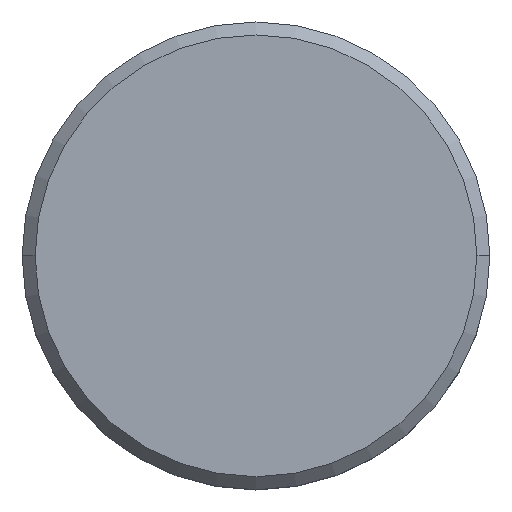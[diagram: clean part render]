
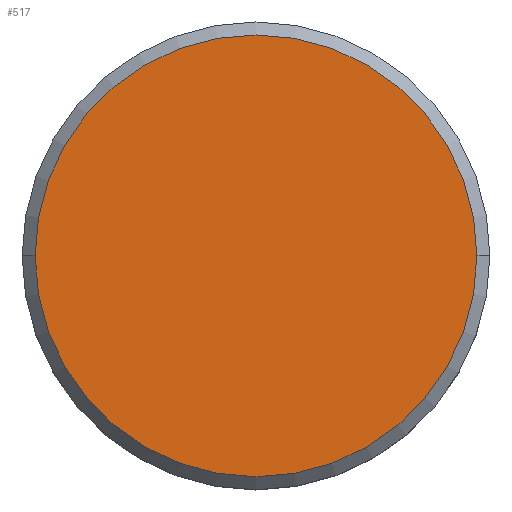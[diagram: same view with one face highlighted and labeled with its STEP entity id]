
A CAD part, top view. The second image highlights one B-rep face of the part: STEP entity #517.
In plain terms, the highlighted planar face has unit normal (0, 0, 1).
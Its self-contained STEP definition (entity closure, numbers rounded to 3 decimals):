
#13 = CIRCLE ( 'NONE', #965, 8.5 ) ;
#78 = DIRECTION ( 'NONE',  ( 1., 0., 0. ) ) ;
#86 = DIRECTION ( 'NONE',  ( 1., 0., 0. ) ) ;
#111 = DIRECTION ( 'NONE',  ( 0., 0., 1. ) ) ;
#178 = CARTESIAN_POINT ( 'NONE',  ( 0., 0., 0. ) ) ;
#216 = VERTEX_POINT ( 'NONE', #983 ) ;
#228 = CARTESIAN_POINT ( 'NONE',  ( -8.5, 0., 0. ) ) ;
#387 = VERTEX_POINT ( 'NONE', #228 ) ;
#410 = EDGE_CURVE ( 'NONE', #216, #387, #938, .T. ) ;
#478 = ORIENTED_EDGE ( 'NONE', *, *, #1077, .T. ) ;
#510 = CARTESIAN_POINT ( 'NONE',  ( 0., 0., 0. ) ) ;
#517 = ADVANCED_FACE ( 'NONE', ( #1133 ), #784, .T. ) ;
#572 = DIRECTION ( 'NONE',  ( 0., 0., 1. ) ) ;
#613 = EDGE_LOOP ( 'NONE', ( #478, #762 ) ) ;
#616 = DIRECTION ( 'NONE',  ( 0., 0., 1. ) ) ;
#668 = DIRECTION ( 'NONE',  ( 1., 0., 0. ) ) ;
#696 = AXIS2_PLACEMENT_3D ( 'NONE', #510, #616, #78 ) ;
#762 = ORIENTED_EDGE ( 'NONE', *, *, #410, .T. ) ;
#784 = PLANE ( 'NONE',  #696 ) ;
#833 = CARTESIAN_POINT ( 'NONE',  ( 0., 0., 0. ) ) ;
#938 = CIRCLE ( 'NONE', #1083, 8.5 ) ;
#965 = AXIS2_PLACEMENT_3D ( 'NONE', #178, #111, #86 ) ;
#983 = CARTESIAN_POINT ( 'NONE',  ( 8.5, 0., 0. ) ) ;
#1077 = EDGE_CURVE ( 'NONE', #387, #216, #13, .T. ) ;
#1083 = AXIS2_PLACEMENT_3D ( 'NONE', #833, #572, #668 ) ;
#1133 = FACE_OUTER_BOUND ( 'NONE', #613, .T. ) ;
